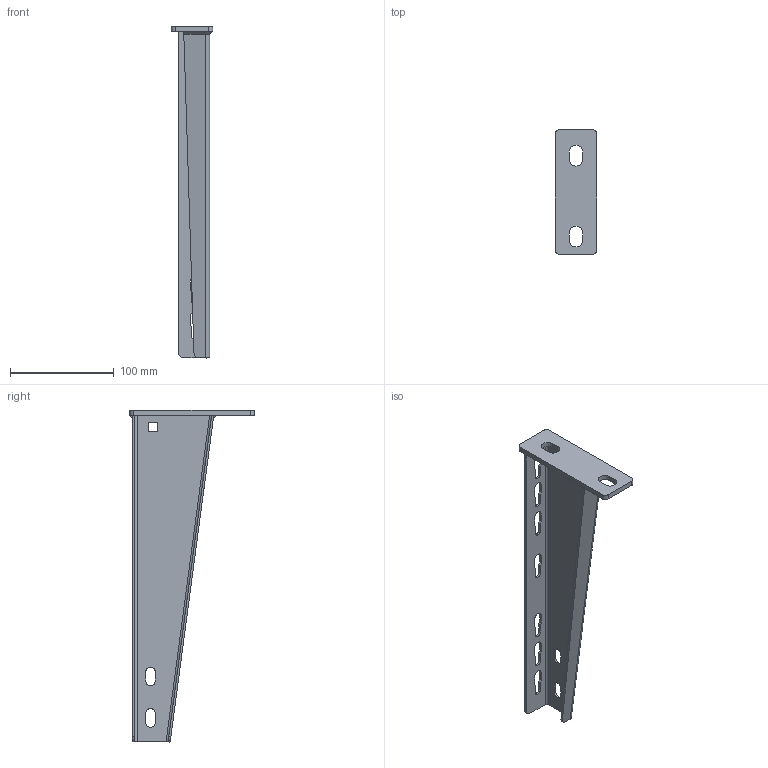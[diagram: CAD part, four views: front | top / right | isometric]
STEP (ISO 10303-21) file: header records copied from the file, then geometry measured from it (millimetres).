
FILE_DESCRIPTION((''),'2;1');
FILE_NAME('711130_ASM','2018-11-08T17:22:08',('tomasz.grudniewski'),(''),'CREO PARAMETRIC BY PTC INC, 2018260','CREO PARAMETRIC BY PTC INC, 2018260','');
FILE_SCHEMA(('CONFIG_CONTROL_DESIGN'));
Length unit declared in the file: millimetre
Products named in the file (3): PODSTAWA_40X120_PRT; WMC_RAMIE_300_PRT; 711130_ASM
Assembly tree (2 placements, depth 2):
  711130_ASM
    PODSTAWA_40X120_PRT
    WMC_RAMIE_300_PRT
Bounding box: 40 x 120 x 320.29 mm (x, y, z)
Volume: 81457.6 mm3; surface area: 73921 mm2
Topology: 2 solids, 3 shells, 115 faces, 318 edges, 208 vertices
Faces by surface type: plane 79, cylinder 32, bspline 3, cone 1
Entity records: 3902 total; most frequent: CARTESIAN_POINT 805, ORIENTED_EDGE 624, DIRECTION 608, EDGE_CURVE 318, VECTOR 250, LINE 250, VERTEX_POINT 208, AXIS2_PLACEMENT_3D 179
